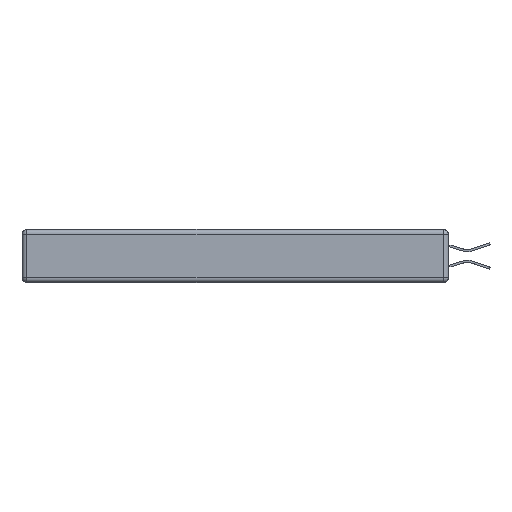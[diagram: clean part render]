
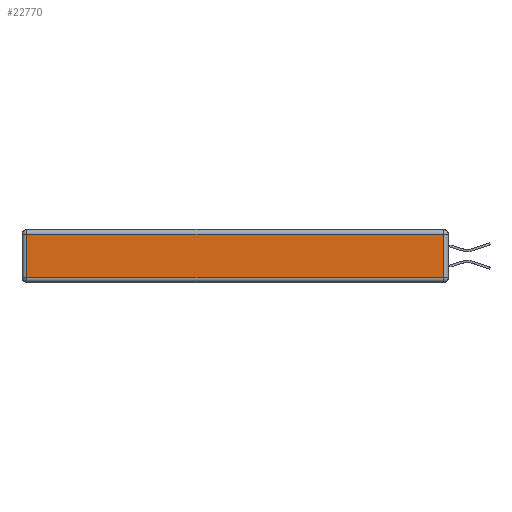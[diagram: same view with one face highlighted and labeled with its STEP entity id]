
A CAD part, left-side view. The second image highlights one B-rep face of the part: STEP entity #22770.
In plain terms, the highlighted planar face has unit normal (-1, 0, 0).
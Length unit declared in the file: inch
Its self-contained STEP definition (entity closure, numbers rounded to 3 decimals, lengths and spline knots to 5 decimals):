
#25 = VERTEX_POINT ( 'NONE', #17006 ) ;
#1318 = EDGE_LOOP ( 'NONE', ( #1707, #16121, #4189, #24079 ) ) ;
#1707 = ORIENTED_EDGE ( 'NONE', *, *, #23730, .T. ) ;
#2290 = LINE ( 'NONE', #9464, #15173 ) ;
#2306 = LINE ( 'NONE', #20134, #4257 ) ;
#3966 = EDGE_CURVE ( 'NONE', #25, #17031, #2306, .T. ) ;
#4189 = ORIENTED_EDGE ( 'NONE', *, *, #6210, .T. ) ;
#4257 = VECTOR ( 'NONE', #7789, 39.37008 ) ;
#4883 = CARTESIAN_POINT ( 'NONE',  ( 0., 0.03, -0.313 ) ) ;
#6173 = CARTESIAN_POINT ( 'NONE',  ( 0., 0.03, -0.343 ) ) ;
#6210 = EDGE_CURVE ( 'NONE', #24671, #25, #17290, .T. ) ;
#6470 = PLANE ( 'NONE',  #8215 ) ;
#7219 = DIRECTION ( 'NONE',  ( 0., -1., 0. ) ) ;
#7411 = LINE ( 'NONE', #6173, #26183 ) ;
#7789 = DIRECTION ( 'NONE',  ( 0., 0., -1. ) ) ;
#8215 = AXIS2_PLACEMENT_3D ( 'NONE', #26638, #14204, #14019 ) ;
#9464 = CARTESIAN_POINT ( 'NONE',  ( 0., 0., -0.313 ) ) ;
#9814 = DIRECTION ( 'NONE',  ( 0., 0., 1. ) ) ;
#11021 = FACE_OUTER_BOUND ( 'NONE', #1318, .T. ) ;
#12759 = VECTOR ( 'NONE', #20885, 39.37008 ) ;
#14019 = DIRECTION ( 'NONE',  ( 0., 0., 1. ) ) ;
#14116 = EDGE_CURVE ( 'NONE', #22525, #24671, #7411, .T. ) ;
#14204 = DIRECTION ( 'NONE',  ( -1., 0., 0. ) ) ;
#14457 = CARTESIAN_POINT ( 'NONE',  ( 0., 2.72, -0.313 ) ) ;
#15173 = VECTOR ( 'NONE', #7219, 39.37008 ) ;
#16121 = ORIENTED_EDGE ( 'NONE', *, *, #14116, .T. ) ;
#16391 = CARTESIAN_POINT ( 'NONE',  ( 0., 2.75, -0.03 ) ) ;
#17006 = CARTESIAN_POINT ( 'NONE',  ( 0., 2.72, -0.03 ) ) ;
#17031 = VERTEX_POINT ( 'NONE', #14457 ) ;
#17290 = LINE ( 'NONE', #16391, #12759 ) ;
#18158 = CARTESIAN_POINT ( 'NONE',  ( 0., 0.03, -0.03 ) ) ;
#20134 = CARTESIAN_POINT ( 'NONE',  ( 0., 2.72, -0.343 ) ) ;
#20885 = DIRECTION ( 'NONE',  ( 0., 1., 0. ) ) ;
#22525 = VERTEX_POINT ( 'NONE', #4883 ) ;
#22770 = ADVANCED_FACE ( 'NONE', ( #11021 ), #6470, .T. ) ;
#23730 = EDGE_CURVE ( 'NONE', #17031, #22525, #2290, .T. ) ;
#24079 = ORIENTED_EDGE ( 'NONE', *, *, #3966, .T. ) ;
#24671 = VERTEX_POINT ( 'NONE', #18158 ) ;
#26183 = VECTOR ( 'NONE', #9814, 39.37008 ) ;
#26638 = CARTESIAN_POINT ( 'NONE',  ( 0., 0., -0.343 ) ) ;
